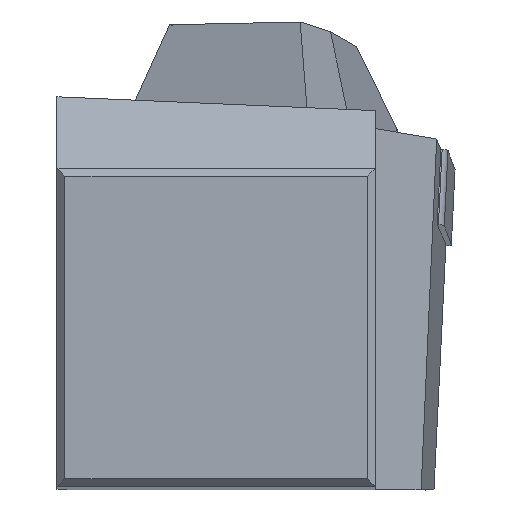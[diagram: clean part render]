
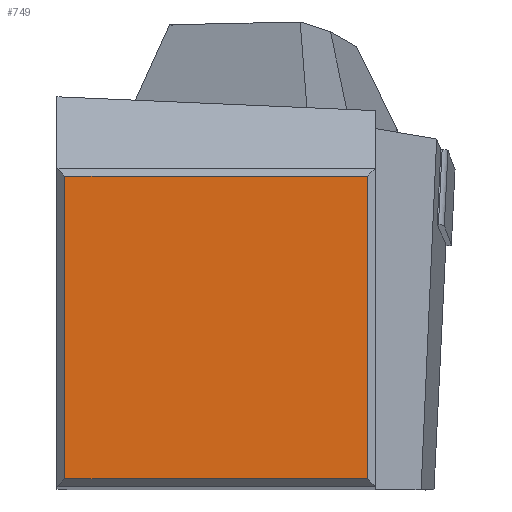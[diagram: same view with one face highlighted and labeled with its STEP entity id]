
A CAD part, top view. The second image highlights one B-rep face of the part: STEP entity #749.
In plain terms, the highlighted planar face has unit normal (0, 0, 1).
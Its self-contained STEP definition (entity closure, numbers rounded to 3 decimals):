
#113=DIRECTION('',(-1.,0.,0.));
#114=VECTOR('',#113,19.);
#115=CARTESIAN_POINT('',(19.5,19.5,0.));
#116=LINE('',#115,#114);
#120=DIRECTION('',(0.,1.,0.));
#121=VECTOR('',#120,19.);
#122=CARTESIAN_POINT('',(19.5,0.5,0.));
#123=LINE('',#122,#121);
#127=DIRECTION('',(1.,0.,0.));
#128=VECTOR('',#127,19.);
#129=CARTESIAN_POINT('',(0.5,0.5,0.));
#130=LINE('',#129,#128);
#134=DIRECTION('',(0.,-1.,0.));
#135=VECTOR('',#134,19.);
#136=CARTESIAN_POINT('',(0.5,19.5,0.));
#137=LINE('',#136,#135);
#652=CARTESIAN_POINT('',(19.5,19.5,0.));
#653=CARTESIAN_POINT('',(0.5,19.5,0.));
#654=VERTEX_POINT('',#652);
#655=VERTEX_POINT('',#653);
#662=CARTESIAN_POINT('',(0.5,0.5,0.));
#663=VERTEX_POINT('',#662);
#666=CARTESIAN_POINT('',(19.5,0.5,0.));
#667=VERTEX_POINT('',#666);
#734=CARTESIAN_POINT('',(0.,0.,0.));
#735=DIRECTION('',(0.,0.,-1.));
#736=DIRECTION('',(0.,1.,0.));
#737=AXIS2_PLACEMENT_3D('',#734,#735,#736);
#738=PLANE('',#737);
#740=ORIENTED_EDGE('',*,*,#739,.F.);
#742=ORIENTED_EDGE('',*,*,#741,.F.);
#744=ORIENTED_EDGE('',*,*,#743,.F.);
#746=ORIENTED_EDGE('',*,*,#745,.F.);
#747=EDGE_LOOP('',(#740,#742,#744,#746));
#748=FACE_OUTER_BOUND('',#747,.F.);
#739=EDGE_CURVE('',#654,#655,#116,.T.);
#741=EDGE_CURVE('',#667,#654,#123,.T.);
#743=EDGE_CURVE('',#663,#667,#130,.T.);
#745=EDGE_CURVE('',#655,#663,#137,.T.);
#749=ADVANCED_FACE('',(#748),#738,.F.);
